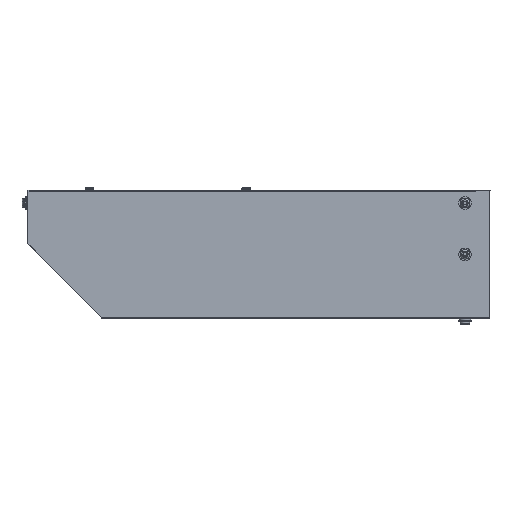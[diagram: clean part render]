
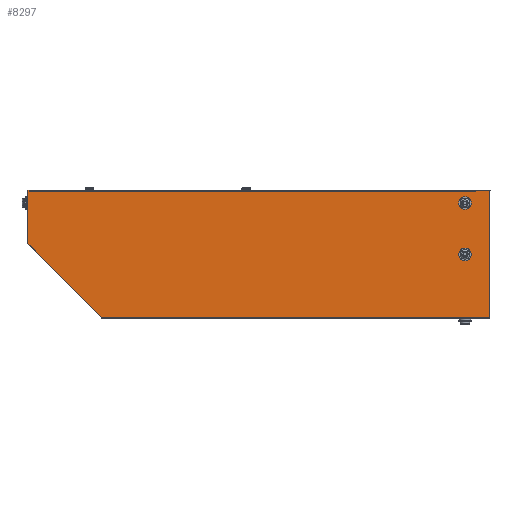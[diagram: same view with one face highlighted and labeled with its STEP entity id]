
A CAD part, left-side view. The second image highlights one B-rep face of the part: STEP entity #8297.
In plain terms, the highlighted face is planar.
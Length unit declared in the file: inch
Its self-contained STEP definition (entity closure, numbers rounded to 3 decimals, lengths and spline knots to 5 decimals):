
#216 = CARTESIAN_POINT ( 'NONE',  ( 9.794, 0.977, -4.507 ) ) ;
#1132 = FACE_BOUND ( 'NONE', #55660, .T. ) ;
#1663 = VERTEX_POINT ( 'NONE', #38453 ) ;
#1823 = ORIENTED_EDGE ( 'NONE', *, *, #26761, .F. ) ;
#1890 = LINE ( 'NONE', #19866, #48007 ) ;
#2429 = DIRECTION ( 'NONE',  ( 0., -1., 0. ) ) ;
#2474 = ORIENTED_EDGE ( 'NONE', *, *, #3702, .T. ) ;
#2503 = ORIENTED_EDGE ( 'NONE', *, *, #57753, .T. ) ;
#2910 = ORIENTED_EDGE ( 'NONE', *, *, #24541, .T. ) ;
#3650 = DIRECTION ( 'NONE',  ( 0., 0., 1. ) ) ;
#3702 = EDGE_CURVE ( 'NONE', #1663, #49806, #35064, .T. ) ;
#4302 = CARTESIAN_POINT ( 'NONE',  ( 9.794, 15.12, -0.04 ) ) ;
#5386 = ORIENTED_EDGE ( 'NONE', *, *, #24222, .T. ) ;
#5575 = FACE_BOUND ( 'NONE', #12301, .T. ) ;
#5659 = CARTESIAN_POINT ( 'NONE',  ( 9.794, 17.953, -5.007 ) ) ;
#5852 = LINE ( 'NONE', #10858, #41670 ) ;
#6134 = ORIENTED_EDGE ( 'NONE', *, *, #19042, .T. ) ;
#6451 = CIRCLE ( 'NONE', #20548, 0.109 ) ;
#7261 = DIRECTION ( 'NONE',  ( 0., -1., 0. ) ) ;
#7332 = VERTEX_POINT ( 'NONE', #39665 ) ;
#7354 = VECTOR ( 'NONE', #14342, 39.37008 ) ;
#7739 = VERTEX_POINT ( 'NONE', #30957 ) ;
#8297 = ADVANCED_FACE ( 'NONE', ( #5575, #1132, #19110 ), #37070, .T. ) ;
#8732 = ORIENTED_EDGE ( 'NONE', *, *, #54569, .T. ) ;
#9228 = DIRECTION ( 'NONE',  ( 0., 0., 1. ) ) ;
#9643 = LINE ( 'NONE', #45823, #7354 ) ;
#9742 = DIRECTION ( 'NONE',  ( -1., 0., 0. ) ) ;
#10300 = CARTESIAN_POINT ( 'NONE',  ( 9.794, 0.558, -4.967 ) ) ;
#10713 = DIRECTION ( 'NONE',  ( 0., -1., 0. ) ) ;
#10858 = CARTESIAN_POINT ( 'NONE',  ( 9.794, 17.953, 0. ) ) ;
#10903 = EDGE_CURVE ( 'NONE', #1663, #36787, #43157, .T. ) ;
#11090 = CARTESIAN_POINT ( 'NONE',  ( 9.794, 0.977, -4.507 ) ) ;
#12301 = EDGE_LOOP ( 'NONE', ( #15162, #5386 ) ) ;
#12311 = ORIENTED_EDGE ( 'NONE', *, *, #10903, .F. ) ;
#12524 = EDGE_CURVE ( 'NONE', #7739, #19290, #28339, .T. ) ;
#12790 = CARTESIAN_POINT ( 'NONE',  ( 9.794, 0.977, -2.398 ) ) ;
#13562 = ORIENTED_EDGE ( 'NONE', *, *, #27833, .T. ) ;
#14264 = CARTESIAN_POINT ( 'NONE',  ( 9.794, 0., -5.007 ) ) ;
#14303 = VECTOR ( 'NONE', #17430, 39.37008 ) ;
#14342 = DIRECTION ( 'NONE',  ( 0., 1., 0. ) ) ;
#15162 = ORIENTED_EDGE ( 'NONE', *, *, #33629, .T. ) ;
#16155 = EDGE_CURVE ( 'NONE', #7332, #49304, #34070, .T. ) ;
#17430 = DIRECTION ( 'NONE',  ( 0., 0., 1. ) ) ;
#19042 = EDGE_CURVE ( 'NONE', #20699, #40948, #35426, .T. ) ;
#19110 = FACE_OUTER_BOUND ( 'NONE', #34381, .T. ) ;
#19290 = VERTEX_POINT ( 'NONE', #5659 ) ;
#19415 = DIRECTION ( 'NONE',  ( 0., 0., -1. ) ) ;
#19866 = CARTESIAN_POINT ( 'NONE',  ( 9.794, 0., -0.032 ) ) ;
#20211 = DIRECTION ( 'NONE',  ( -1., 0., 0. ) ) ;
#20268 = EDGE_CURVE ( 'NONE', #56035, #7739, #56392, .T. ) ;
#20465 = VECTOR ( 'NONE', #2429, 39.37008 ) ;
#20548 = AXIS2_PLACEMENT_3D ( 'NONE', #35925, #9742, #27675 ) ;
#20699 = VERTEX_POINT ( 'NONE', #12790 ) ;
#21376 = EDGE_CURVE ( 'NONE', #40948, #20699, #6451, .T. ) ;
#23033 = ORIENTED_EDGE ( 'NONE', *, *, #12524, .F. ) ;
#23255 = AXIS2_PLACEMENT_3D ( 'NONE', #54264, #48941, #9228 ) ;
#24222 = EDGE_CURVE ( 'NONE', #36899, #53862, #37852, .T. ) ;
#24541 = EDGE_CURVE ( 'NONE', #54558, #19290, #5852, .T. ) ;
#24572 = LINE ( 'NONE', #25146, #48894 ) ;
#25146 = CARTESIAN_POINT ( 'NONE',  ( 9.794, 7.5425, 7.5425 ) ) ;
#26120 = DIRECTION ( 'NONE',  ( 0., 0., 1. ) ) ;
#26761 = EDGE_CURVE ( 'NONE', #36787, #32001, #1890, .T. ) ;
#27338 = CARTESIAN_POINT ( 'NONE',  ( 9.794, 0., 0. ) ) ;
#27675 = DIRECTION ( 'NONE',  ( 0., 0., 1. ) ) ;
#27833 = EDGE_CURVE ( 'NONE', #56035, #7332, #24572, .T. ) ;
#28339 = LINE ( 'NONE', #14264, #30103 ) ;
#28982 = DIRECTION ( 'NONE',  ( 0., -0.707, 0.707 ) ) ;
#30103 = VECTOR ( 'NONE', #10713, 39.37008 ) ;
#30669 = VECTOR ( 'NONE', #38777, 39.37008 ) ;
#30957 = CARTESIAN_POINT ( 'NONE',  ( 9.794, 18., -5.007 ) ) ;
#31177 = CARTESIAN_POINT ( 'NONE',  ( 9.794, 18., -2.915 ) ) ;
#32001 = VERTEX_POINT ( 'NONE', #52226 ) ;
#32642 = VECTOR ( 'NONE', #34312, 39.37008 ) ;
#33008 = VECTOR ( 'NONE', #7261, 39.37008 ) ;
#33629 = EDGE_CURVE ( 'NONE', #53862, #36899, #35951, .T. ) ;
#34070 = LINE ( 'NONE', #51171, #30669 ) ;
#34187 = LINE ( 'NONE', #51304, #20465 ) ;
#34312 = DIRECTION ( 'NONE',  ( 0., 0., -1. ) ) ;
#34381 = EDGE_LOOP ( 'NONE', ( #44628, #13562, #51111, #8732, #1823, #12311, #2474, #2503, #2910, #23033 ) ) ;
#34431 = CARTESIAN_POINT ( 'NONE',  ( 9.794, 0.977, -2.616 ) ) ;
#35064 = LINE ( 'NONE', #53041, #14303 ) ;
#35254 = CARTESIAN_POINT ( 'NONE',  ( 9.794, 0., -5.007 ) ) ;
#35426 = CIRCLE ( 'NONE', #23255, 0.109 ) ;
#35825 = DIRECTION ( 'NONE',  ( -1., 0., 0. ) ) ;
#35925 = CARTESIAN_POINT ( 'NONE',  ( 9.794, 0.977, -2.507 ) ) ;
#35951 = CIRCLE ( 'NONE', #55704, 0.109 ) ;
#36787 = VERTEX_POINT ( 'NONE', #35254 ) ;
#36899 = VERTEX_POINT ( 'NONE', #46023 ) ;
#37070 = PLANE ( 'NONE',  #42401 ) ;
#37852 = CIRCLE ( 'NONE', #44480, 0.109 ) ;
#38149 = DIRECTION ( 'NONE',  ( 0., 0., 1. ) ) ;
#38453 = CARTESIAN_POINT ( 'NONE',  ( 9.794, 0.558, -5.007 ) ) ;
#38777 = DIRECTION ( 'NONE',  ( 0., -1., 0. ) ) ;
#39665 = CARTESIAN_POINT ( 'NONE',  ( 9.794, 15.125, -0.04 ) ) ;
#40948 = VERTEX_POINT ( 'NONE', #34431 ) ;
#41670 = VECTOR ( 'NONE', #19415, 39.37008 ) ;
#41782 = DIRECTION ( 'NONE',  ( 0., 0., -1. ) ) ;
#42401 = AXIS2_PLACEMENT_3D ( 'NONE', #27338, #45616, #41782 ) ;
#43157 = LINE ( 'NONE', #57561, #33008 ) ;
#44480 = AXIS2_PLACEMENT_3D ( 'NONE', #11090, #20211, #38149 ) ;
#44628 = ORIENTED_EDGE ( 'NONE', *, *, #20268, .F. ) ;
#45616 = DIRECTION ( 'NONE',  ( 1., 0., 0. ) ) ;
#45823 = CARTESIAN_POINT ( 'NONE',  ( 9.794, 0.558, -4.967 ) ) ;
#46023 = CARTESIAN_POINT ( 'NONE',  ( 9.794, 0.977, -4.616 ) ) ;
#46709 = CARTESIAN_POINT ( 'NONE',  ( 9.794, 18., -5.007 ) ) ;
#48007 = VECTOR ( 'NONE', #3650, 39.37008 ) ;
#48163 = CARTESIAN_POINT ( 'NONE',  ( 9.794, 0.977, -4.398 ) ) ;
#48894 = VECTOR ( 'NONE', #28982, 39.37008 ) ;
#48941 = DIRECTION ( 'NONE',  ( -1., 0., 0. ) ) ;
#49304 = VERTEX_POINT ( 'NONE', #4302 ) ;
#49806 = VERTEX_POINT ( 'NONE', #10300 ) ;
#51111 = ORIENTED_EDGE ( 'NONE', *, *, #16155, .T. ) ;
#51171 = CARTESIAN_POINT ( 'NONE',  ( 9.794, 0., -0.04 ) ) ;
#51304 = CARTESIAN_POINT ( 'NONE',  ( 9.794, 0., -0.04 ) ) ;
#51879 = CARTESIAN_POINT ( 'NONE',  ( 9.794, 17.953, -4.967 ) ) ;
#52226 = CARTESIAN_POINT ( 'NONE',  ( 9.794, 0., -0.04 ) ) ;
#53041 = CARTESIAN_POINT ( 'NONE',  ( 9.794, 0.558, 0. ) ) ;
#53862 = VERTEX_POINT ( 'NONE', #48163 ) ;
#54264 = CARTESIAN_POINT ( 'NONE',  ( 9.794, 0.977, -2.507 ) ) ;
#54314 = ORIENTED_EDGE ( 'NONE', *, *, #21376, .T. ) ;
#54558 = VERTEX_POINT ( 'NONE', #51879 ) ;
#54569 = EDGE_CURVE ( 'NONE', #49304, #32001, #34187, .T. ) ;
#55660 = EDGE_LOOP ( 'NONE', ( #6134, #54314 ) ) ;
#55704 = AXIS2_PLACEMENT_3D ( 'NONE', #216, #35825, #26120 ) ;
#56035 = VERTEX_POINT ( 'NONE', #31177 ) ;
#56392 = LINE ( 'NONE', #46709, #32642 ) ;
#57561 = CARTESIAN_POINT ( 'NONE',  ( 9.794, 0., -5.007 ) ) ;
#57753 = EDGE_CURVE ( 'NONE', #49806, #54558, #9643, .T. ) ;
